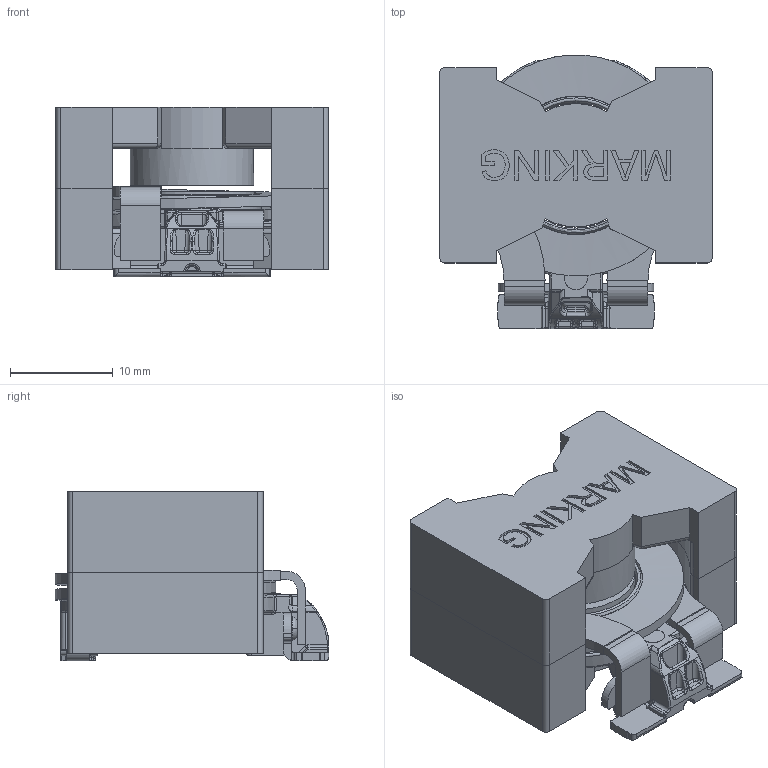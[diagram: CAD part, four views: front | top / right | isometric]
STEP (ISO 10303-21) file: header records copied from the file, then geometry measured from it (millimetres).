
FILE_DESCRIPTION( ( 'Unknown' ), '1' );
FILE_NAME( '78436432010_R1.0.stp', 'Unknown', ( 'Unknown' ), ( 'Unknown' ), 'PSStep 21.0.46', 'Unknown', ' ' );
FILE_SCHEMA( ( 'AUTOMOTIVE_DESIGN { 1 0 10303 214 1 1 1 1 }' ) );
Length unit declared in the file: millimetre
Products named in the file (9): 210000001_R1; InjectionPart; MountingSheet; SolderContact-right; SolderContact-left; Assem1; Coil_R1.0; 230026IND_R1.0; 230026IND-680_R1.0
Assembly tree (8 placements, depth 3):
  Assem1
    Coil_R1.0
    230026IND_R1.0
    230026IND-680_R1.0
    210000001_R1
      InjectionPart
      MountingSheet
      SolderContact-right
      SolderContact-left
Bounding box: 26.5 x 26.64 x 16.5 mm (x, y, z)
Volume: 6135.7 mm3; surface area: 6290.9 mm2
Topology: 7 solids, 7 shells, 1144 faces, 2998 edges, 1903 vertices
Faces by surface type: plane 525, cylinder 346, bspline 151, extrusion 85, torus 14, cone 11, sphere 8, revolution 4
Full cylindrical faces by diameter (mm): 1 x4, 2.2 x1, 2.5 x4, 3 x1, 12 x2, 12.23 x1, 13.43 x1
Entity records: 56200 total; most frequent: CARTESIAN_POINT 20996, ORIENTED_EDGE 5922, DIRECTION 4488, EDGE_CURVE 2961, VERTEX_POINT 1894, VECTOR 1520, AXIS2_PLACEMENT_3D 1482, LINE 1435
